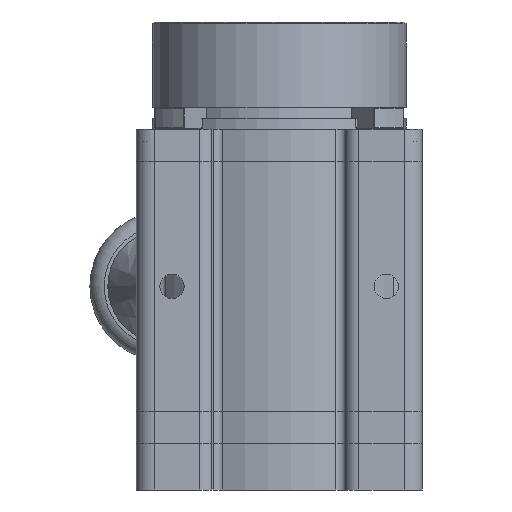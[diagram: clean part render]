
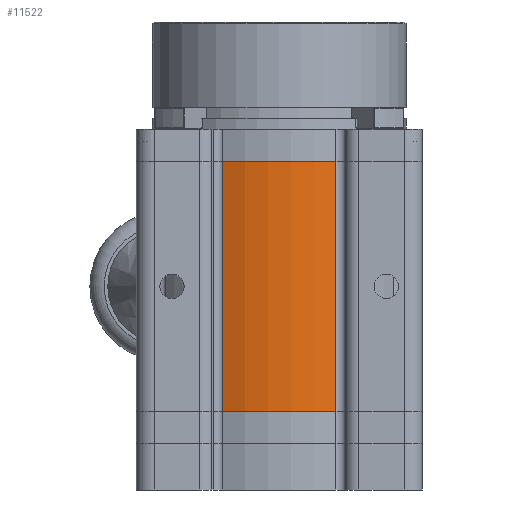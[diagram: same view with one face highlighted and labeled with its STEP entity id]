
A CAD part, front view. The second image highlights one B-rep face of the part: STEP entity #11522.
In plain terms, the highlighted cylindrical face has radius 39.75 mm (diameter 79.5 mm), a partial arc.
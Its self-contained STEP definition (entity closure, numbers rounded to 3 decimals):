
#344 = DIRECTION ( 'NONE',  ( 1., 0., 0. ) ) ;
#1150 = CARTESIAN_POINT ( 'NONE',  ( 0., 0., 35. ) ) ;
#1311 = AXIS2_PLACEMENT_3D ( 'NONE', #16230, #14624, #344 ) ;
#1545 = DIRECTION ( 'NONE',  ( 1., 0., 0. ) ) ;
#2858 = EDGE_CURVE ( 'NONE', #20542, #20073, #3097, .T. ) ;
#3097 = LINE ( 'NONE', #22184, #9645 ) ;
#3367 = DIRECTION ( 'NONE',  ( 0., 0., 1. ) ) ;
#3652 = CARTESIAN_POINT ( 'NONE',  ( 15.891, -36.435, 35. ) ) ;
#3709 = CARTESIAN_POINT ( 'NONE',  ( 0., 0., -35. ) ) ;
#4661 = ORIENTED_EDGE ( 'NONE', *, *, #7967, .T. ) ;
#7359 = VERTEX_POINT ( 'NONE', #9254 ) ;
#7967 = EDGE_CURVE ( 'NONE', #20073, #7359, #12774, .T. ) ;
#8007 = ORIENTED_EDGE ( 'NONE', *, *, #2858, .T. ) ;
#9254 = CARTESIAN_POINT ( 'NONE',  ( 15.891, -36.435, -35. ) ) ;
#9645 = VECTOR ( 'NONE', #17044, 1000. ) ;
#10358 = EDGE_LOOP ( 'NONE', ( #4661, #12098, #12498, #8007 ) ) ;
#10590 = AXIS2_PLACEMENT_3D ( 'NONE', #3709, #3367, #1545 ) ;
#11522 = ADVANCED_FACE ( 'NONE', ( #11656 ), #15088, .T. ) ;
#11656 = FACE_OUTER_BOUND ( 'NONE', #10358, .T. ) ;
#11885 = DIRECTION ( 'NONE',  ( 0., 0., -1. ) ) ;
#11891 = CARTESIAN_POINT ( 'NONE',  ( 15.891, -36.435, 35. ) ) ;
#12098 = ORIENTED_EDGE ( 'NONE', *, *, #17942, .F. ) ;
#12498 = ORIENTED_EDGE ( 'NONE', *, *, #20720, .F. ) ;
#12774 = CIRCLE ( 'NONE', #10590, 39.75 ) ;
#13158 = VECTOR ( 'NONE', #18871, 1000. ) ;
#13510 = AXIS2_PLACEMENT_3D ( 'NONE', #1150, #11885, #20353 ) ;
#14624 = DIRECTION ( 'NONE',  ( 0., 0., 1. ) ) ;
#15088 = CYLINDRICAL_SURFACE ( 'NONE', #13510, 39.75 ) ;
#15250 = CARTESIAN_POINT ( 'NONE',  ( -15.891, -36.435, -35. ) ) ;
#16230 = CARTESIAN_POINT ( 'NONE',  ( 0., 0., 35. ) ) ;
#17044 = DIRECTION ( 'NONE',  ( 0., 0., -1. ) ) ;
#17172 = CARTESIAN_POINT ( 'NONE',  ( -15.891, -36.435, 35. ) ) ;
#17942 = EDGE_CURVE ( 'NONE', #21958, #7359, #20579, .T. ) ;
#18083 = CIRCLE ( 'NONE', #1311, 39.75 ) ;
#18871 = DIRECTION ( 'NONE',  ( 0., 0., -1. ) ) ;
#20073 = VERTEX_POINT ( 'NONE', #15250 ) ;
#20353 = DIRECTION ( 'NONE',  ( -1., 0., 0. ) ) ;
#20542 = VERTEX_POINT ( 'NONE', #17172 ) ;
#20579 = LINE ( 'NONE', #11891, #13158 ) ;
#20720 = EDGE_CURVE ( 'NONE', #20542, #21958, #18083, .T. ) ;
#21958 = VERTEX_POINT ( 'NONE', #3652 ) ;
#22184 = CARTESIAN_POINT ( 'NONE',  ( -15.891, -36.435, 35. ) ) ;
